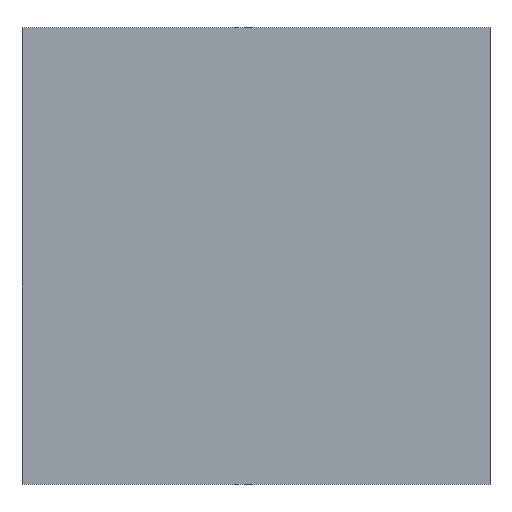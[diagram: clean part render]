
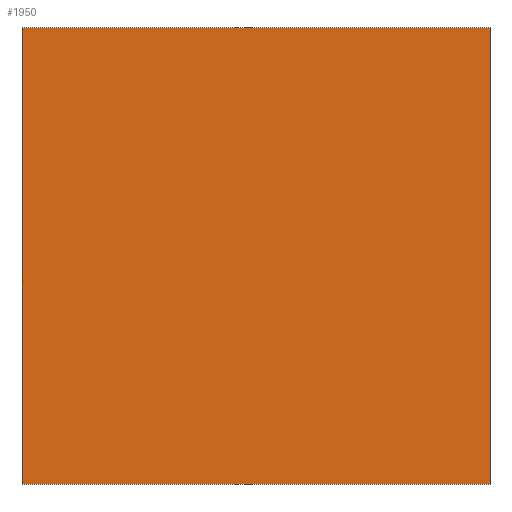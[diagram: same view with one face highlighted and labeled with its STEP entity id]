
A CAD part, top view. The second image highlights one B-rep face of the part: STEP entity #1950.
In plain terms, the highlighted planar face has unit normal (0, 0, 1).
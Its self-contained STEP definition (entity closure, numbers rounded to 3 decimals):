
#92 = VERTEX_POINT ( 'NONE', #1262 ) ;
#317 = DIRECTION ( 'NONE',  ( 1., 0., 0. ) ) ;
#463 = FACE_OUTER_BOUND ( 'NONE', #1156, .T. ) ;
#492 = VERTEX_POINT ( 'NONE', #911 ) ;
#516 = EDGE_CURVE ( 'NONE', #92, #1165, #1061, .T. ) ;
#648 = CARTESIAN_POINT ( 'NONE',  ( -0.838, -0.818, 0.232 ) ) ;
#658 = ORIENTED_EDGE ( 'NONE', *, *, #1478, .T. ) ;
#728 = CARTESIAN_POINT ( 'NONE',  ( 0.839, -0.818, 0.232 ) ) ;
#742 = VECTOR ( 'NONE', #1601, 1000. ) ;
#810 = ORIENTED_EDGE ( 'NONE', *, *, #1727, .T. ) ;
#911 = CARTESIAN_POINT ( 'NONE',  ( -0.838, 0.819, 0.232 ) ) ;
#946 = ORIENTED_EDGE ( 'NONE', *, *, #1780, .T. ) ;
#1061 = LINE ( 'NONE', #728, #742 ) ;
#1156 = EDGE_LOOP ( 'NONE', ( #1910, #810, #658, #946 ) ) ;
#1165 = VERTEX_POINT ( 'NONE', #2065 ) ;
#1250 = VECTOR ( 'NONE', #1973, 1000. ) ;
#1262 = CARTESIAN_POINT ( 'NONE',  ( 0.839, -0.818, 0.232 ) ) ;
#1296 = VERTEX_POINT ( 'NONE', #648 ) ;
#1326 = DIRECTION ( 'NONE',  ( -1., 0., 0. ) ) ;
#1395 = DIRECTION ( 'NONE',  ( -1., 0., 0. ) ) ;
#1405 = AXIS2_PLACEMENT_3D ( 'NONE', #1902, #1708, #1395 ) ;
#1478 = EDGE_CURVE ( 'NONE', #492, #1296, #1824, .T. ) ;
#1494 = LINE ( 'NONE', #2205, #2220 ) ;
#1541 = LINE ( 'NONE', #2217, #1924 ) ;
#1601 = DIRECTION ( 'NONE',  ( 0., 1., 0. ) ) ;
#1708 = DIRECTION ( 'NONE',  ( 0., 0., -1. ) ) ;
#1727 = EDGE_CURVE ( 'NONE', #1165, #492, #1541, .T. ) ;
#1780 = EDGE_CURVE ( 'NONE', #1296, #92, #1494, .T. ) ;
#1824 = LINE ( 'NONE', #2117, #1250 ) ;
#1868 = PLANE ( 'NONE',  #1405 ) ;
#1902 = CARTESIAN_POINT ( 'NONE',  ( 0., 0., 0.232 ) ) ;
#1910 = ORIENTED_EDGE ( 'NONE', *, *, #516, .T. ) ;
#1924 = VECTOR ( 'NONE', #1326, 1000. ) ;
#1950 = ADVANCED_FACE ( 'NONE', ( #463 ), #1868, .F. ) ;
#1973 = DIRECTION ( 'NONE',  ( 0., -1., 0. ) ) ;
#2065 = CARTESIAN_POINT ( 'NONE',  ( 0.839, 0.819, 0.232 ) ) ;
#2117 = CARTESIAN_POINT ( 'NONE',  ( -0.838, -0.818, 0.232 ) ) ;
#2205 = CARTESIAN_POINT ( 'NONE',  ( -0.838, -0.818, 0.232 ) ) ;
#2217 = CARTESIAN_POINT ( 'NONE',  ( -0.838, 0.819, 0.232 ) ) ;
#2220 = VECTOR ( 'NONE', #317, 1000. ) ;
